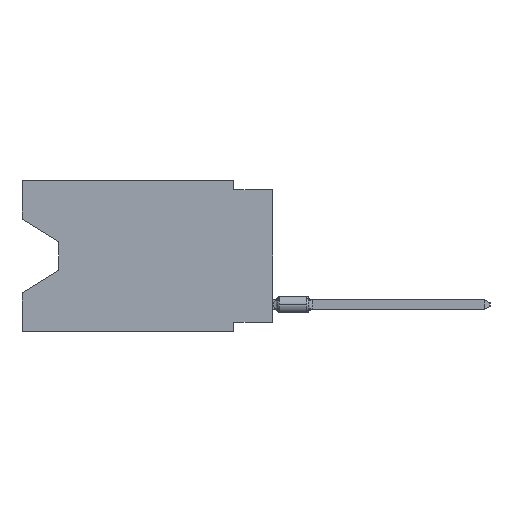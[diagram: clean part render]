
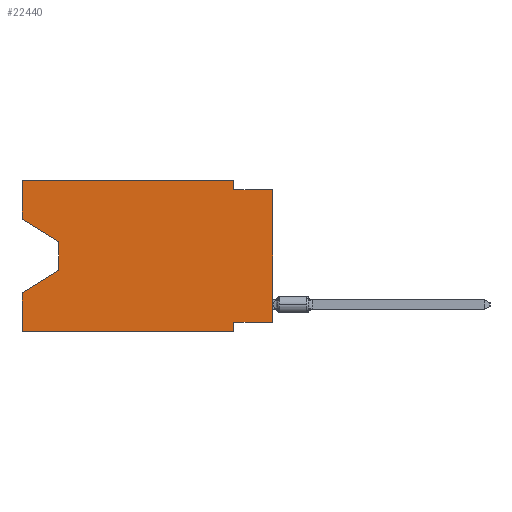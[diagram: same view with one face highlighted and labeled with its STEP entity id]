
A CAD part, left-side view. The second image highlights one B-rep face of the part: STEP entity #22440.
In plain terms, the highlighted planar face has unit normal (-1, 0, 0).
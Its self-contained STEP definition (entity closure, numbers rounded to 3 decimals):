
#1281 = EDGE_CURVE ( 'NONE', #31761, #22559, #13481, .T. ) ;
#1502 = CARTESIAN_POINT ( 'NONE',  ( 0., 16.383, -9.906 ) ) ;
#1508 = LINE ( 'NONE', #14145, #26022 ) ;
#3046 = VERTEX_POINT ( 'NONE', #8899 ) ;
#3220 = ORIENTED_EDGE ( 'NONE', *, *, #26353, .F. ) ;
#3357 = AXIS2_PLACEMENT_3D ( 'NONE', #31870, #3999, #38160 ) ;
#3999 = DIRECTION ( 'NONE',  ( 1., 0., 0. ) ) ;
#4647 = LINE ( 'NONE', #20111, #7647 ) ;
#4863 = DIRECTION ( 'NONE',  ( 0., -1., 0. ) ) ;
#4868 = VECTOR ( 'NONE', #12898, 1000. ) ;
#5060 = VECTOR ( 'NONE', #15194, 1000. ) ;
#5200 = VECTOR ( 'NONE', #27973, 1000. ) ;
#5441 = CARTESIAN_POINT ( 'NONE',  ( 0., 2.54, 0. ) ) ;
#6403 = LINE ( 'NONE', #15964, #5200 ) ;
#6969 = CARTESIAN_POINT ( 'NONE',  ( 0., 0., -9.271 ) ) ;
#7618 = ORIENTED_EDGE ( 'NONE', *, *, #32673, .T. ) ;
#7647 = VECTOR ( 'NONE', #4863, 1000. ) ;
#8136 = CARTESIAN_POINT ( 'NONE',  ( 0., 16.383, -9.906 ) ) ;
#8697 = LINE ( 'NONE', #5441, #20338 ) ;
#8899 = CARTESIAN_POINT ( 'NONE',  ( 0., 2.54, -9.271 ) ) ;
#9572 = CARTESIAN_POINT ( 'NONE',  ( 0., 13.97, -5.893 ) ) ;
#9860 = VECTOR ( 'NONE', #17186, 1000. ) ;
#9991 = VERTEX_POINT ( 'NONE', #31908 ) ;
#10073 = LINE ( 'NONE', #12540, #34625 ) ;
#10511 = EDGE_LOOP ( 'NONE', ( #38033, #14778, #21496, #19196, #7618, #33261, #20913, #17553, #32486, #20183, #25536, #3220 ) ) ;
#10931 = EDGE_CURVE ( 'NONE', #33299, #16124, #31813, .T. ) ;
#11545 = EDGE_CURVE ( 'NONE', #33299, #3046, #23431, .T. ) ;
#12237 = EDGE_CURVE ( 'NONE', #18006, #16124, #10073, .T. ) ;
#12419 = CARTESIAN_POINT ( 'NONE',  ( 0., 16.383, 0. ) ) ;
#12435 = CARTESIAN_POINT ( 'NONE',  ( 0., 0., -9.271 ) ) ;
#12540 = CARTESIAN_POINT ( 'NONE',  ( 0., 0., -0.635 ) ) ;
#12559 = LINE ( 'NONE', #37357, #39030 ) ;
#12898 = DIRECTION ( 'NONE',  ( 0., 0., -1. ) ) ;
#13083 = VERTEX_POINT ( 'NONE', #29096 ) ;
#13322 = DIRECTION ( 'NONE',  ( 0., 0., 1. ) ) ;
#13481 = LINE ( 'NONE', #16345, #4868 ) ;
#13678 = VERTEX_POINT ( 'NONE', #34145 ) ;
#14145 = CARTESIAN_POINT ( 'NONE',  ( 0., 16.383, -2.546 ) ) ;
#14254 = EDGE_CURVE ( 'NONE', #20178, #31761, #1508, .T. ) ;
#14778 = ORIENTED_EDGE ( 'NONE', *, *, #1281, .T. ) ;
#15194 = DIRECTION ( 'NONE',  ( 0., 0., 1. ) ) ;
#15964 = CARTESIAN_POINT ( 'NONE',  ( 0., 2.54, -9.906 ) ) ;
#16124 = VERTEX_POINT ( 'NONE', #27849 ) ;
#16345 = CARTESIAN_POINT ( 'NONE',  ( 0., 13.97, -4.013 ) ) ;
#16365 = CARTESIAN_POINT ( 'NONE',  ( 0., 0., 0. ) ) ;
#17186 = DIRECTION ( 'NONE',  ( 0., -1., 0. ) ) ;
#17553 = ORIENTED_EDGE ( 'NONE', *, *, #10931, .T. ) ;
#18006 = VERTEX_POINT ( 'NONE', #26495 ) ;
#18294 = CARTESIAN_POINT ( 'NONE',  ( 0., 16.383, -2.546 ) ) ;
#18509 = EDGE_CURVE ( 'NONE', #21798, #13678, #4647, .T. ) ;
#19196 = ORIENTED_EDGE ( 'NONE', *, *, #30120, .F. ) ;
#19472 = FACE_OUTER_BOUND ( 'NONE', #10511, .T. ) ;
#20111 = CARTESIAN_POINT ( 'NONE',  ( 0., 16.383, 0. ) ) ;
#20178 = VERTEX_POINT ( 'NONE', #18294 ) ;
#20183 = ORIENTED_EDGE ( 'NONE', *, *, #35532, .F. ) ;
#20338 = VECTOR ( 'NONE', #33305, 1000. ) ;
#20913 = ORIENTED_EDGE ( 'NONE', *, *, #11545, .F. ) ;
#21492 = LINE ( 'NONE', #33281, #5060 ) ;
#21496 = ORIENTED_EDGE ( 'NONE', *, *, #21912, .T. ) ;
#21709 = VECTOR ( 'NONE', #13322, 1000. ) ;
#21798 = VERTEX_POINT ( 'NONE', #12419 ) ;
#21912 = EDGE_CURVE ( 'NONE', #22559, #13083, #25645, .T. ) ;
#21918 = DIRECTION ( 'NONE',  ( 0., -1., 0. ) ) ;
#22440 = ADVANCED_FACE ( 'NONE', ( #19472 ), #32470, .F. ) ;
#22559 = VERTEX_POINT ( 'NONE', #37799 ) ;
#22577 = DIRECTION ( 'NONE',  ( 0., 0.855, -0.519 ) ) ;
#23431 = LINE ( 'NONE', #6969, #26140 ) ;
#25083 = VECTOR ( 'NONE', #22577, 1000. ) ;
#25536 = ORIENTED_EDGE ( 'NONE', *, *, #18509, .F. ) ;
#25645 = LINE ( 'NONE', #9572, #25083 ) ;
#25946 = DIRECTION ( 'NONE',  ( 0., -0.855, -0.519 ) ) ;
#26022 = VECTOR ( 'NONE', #25946, 1000. ) ;
#26140 = VECTOR ( 'NONE', #29331, 1000. ) ;
#26353 = EDGE_CURVE ( 'NONE', #20178, #21798, #21492, .T. ) ;
#26480 = CARTESIAN_POINT ( 'NONE',  ( 0., 13.97, -4.013 ) ) ;
#26495 = CARTESIAN_POINT ( 'NONE',  ( 0., 2.54, -0.635 ) ) ;
#27849 = CARTESIAN_POINT ( 'NONE',  ( 0., 0., -0.635 ) ) ;
#27973 = DIRECTION ( 'NONE',  ( 0., 0., -1. ) ) ;
#29096 = CARTESIAN_POINT ( 'NONE',  ( 0., 16.383, -7.36 ) ) ;
#29190 = EDGE_CURVE ( 'NONE', #3046, #9991, #6403, .T. ) ;
#29331 = DIRECTION ( 'NONE',  ( 0., 1., 0. ) ) ;
#30120 = EDGE_CURVE ( 'NONE', #40003, #13083, #12559, .T. ) ;
#31761 = VERTEX_POINT ( 'NONE', #26480 ) ;
#31813 = LINE ( 'NONE', #16365, #21709 ) ;
#31870 = CARTESIAN_POINT ( 'NONE',  ( 0., 16.383, 0. ) ) ;
#31908 = CARTESIAN_POINT ( 'NONE',  ( 0., 2.54, -9.906 ) ) ;
#32470 = PLANE ( 'NONE',  #3357 ) ;
#32486 = ORIENTED_EDGE ( 'NONE', *, *, #12237, .F. ) ;
#32673 = EDGE_CURVE ( 'NONE', #40003, #9991, #35263, .T. ) ;
#33261 = ORIENTED_EDGE ( 'NONE', *, *, #29190, .F. ) ;
#33281 = CARTESIAN_POINT ( 'NONE',  ( 0., 16.383, 0. ) ) ;
#33299 = VERTEX_POINT ( 'NONE', #12435 ) ;
#33305 = DIRECTION ( 'NONE',  ( 0., 0., -1. ) ) ;
#34145 = CARTESIAN_POINT ( 'NONE',  ( 0., 2.54, 0. ) ) ;
#34625 = VECTOR ( 'NONE', #21918, 1000. ) ;
#35263 = LINE ( 'NONE', #1502, #9860 ) ;
#35532 = EDGE_CURVE ( 'NONE', #13678, #18006, #8697, .T. ) ;
#37357 = CARTESIAN_POINT ( 'NONE',  ( 0., 16.383, 0. ) ) ;
#37799 = CARTESIAN_POINT ( 'NONE',  ( 0., 13.97, -5.893 ) ) ;
#38033 = ORIENTED_EDGE ( 'NONE', *, *, #14254, .T. ) ;
#38160 = DIRECTION ( 'NONE',  ( 0., 0., -1. ) ) ;
#38320 = DIRECTION ( 'NONE',  ( 0., 0., 1. ) ) ;
#39030 = VECTOR ( 'NONE', #38320, 1000. ) ;
#40003 = VERTEX_POINT ( 'NONE', #8136 ) ;
